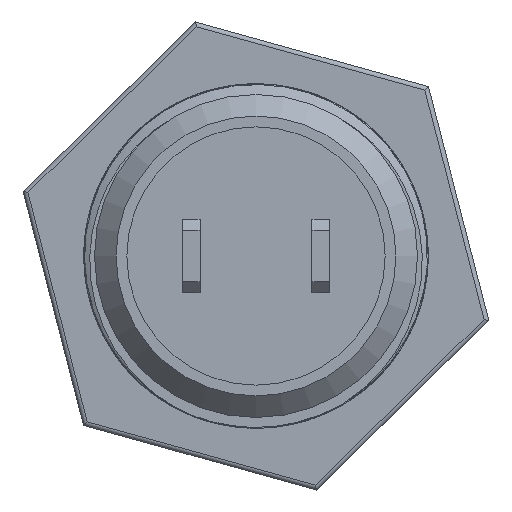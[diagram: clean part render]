
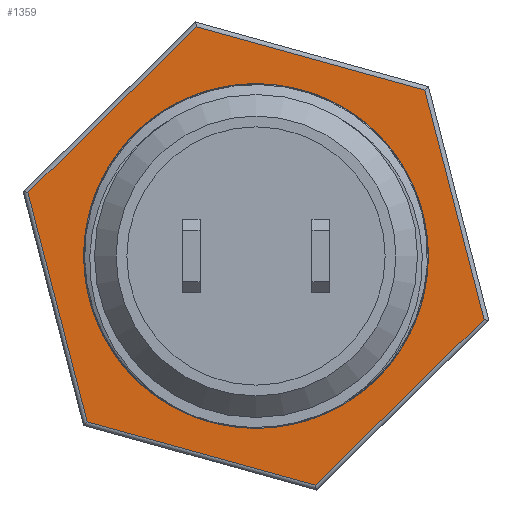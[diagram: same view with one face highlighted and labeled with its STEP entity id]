
A CAD part, front view. The second image highlights one B-rep face of the part: STEP entity #1359.
In plain terms, the highlighted planar face has unit normal (0, -1, 0).
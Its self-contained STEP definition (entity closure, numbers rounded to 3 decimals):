
#157=LINE('',#2007,#238);
#159=LINE('',#2015,#240);
#161=LINE('',#2021,#242);
#163=LINE('',#2027,#244);
#166=LINE('',#2035,#247);
#168=LINE('',#2039,#249);
#238=VECTOR('',#1659,10.);
#240=VECTOR('',#1667,10.);
#242=VECTOR('',#1673,10.);
#244=VECTOR('',#1679,10.);
#247=VECTOR('',#1686,10.);
#249=VECTOR('',#1692,10.);
#344=FACE_BOUND('',#477,.T.);
#362=PLANE('',#1483);
#406=FACE_OUTER_BOUND('',#476,.T.);
#476=EDGE_LOOP('',(#983,#984,#985,#986,#987,#988));
#477=EDGE_LOOP('',(#989));
#563=CIRCLE('',#1484,7.444);
#620=VERTEX_POINT('',#2005);
#621=VERTEX_POINT('',#2006);
#624=VERTEX_POINT('',#2014);
#626=VERTEX_POINT('',#2020);
#628=VERTEX_POINT('',#2026);
#631=VERTEX_POINT('',#2034);
#636=VERTEX_POINT('',#2055);
#745=EDGE_CURVE('',#620,#621,#157,.T.);
#749=EDGE_CURVE('',#621,#624,#159,.T.);
#752=EDGE_CURVE('',#624,#626,#161,.T.);
#755=EDGE_CURVE('',#626,#628,#163,.T.);
#759=EDGE_CURVE('',#628,#631,#166,.T.);
#762=EDGE_CURVE('',#631,#620,#168,.T.);
#770=EDGE_CURVE('',#636,#636,#563,.T.);
#983=ORIENTED_EDGE('',*,*,#745,.F.);
#984=ORIENTED_EDGE('',*,*,#762,.F.);
#985=ORIENTED_EDGE('',*,*,#759,.F.);
#986=ORIENTED_EDGE('',*,*,#755,.F.);
#987=ORIENTED_EDGE('',*,*,#752,.F.);
#988=ORIENTED_EDGE('',*,*,#749,.F.);
#989=ORIENTED_EDGE('',*,*,#770,.F.);
#1359=ADVANCED_FACE('',(#406,#344),#362,.T.);
#1483=AXIS2_PLACEMENT_3D('',#2054,#1706,#1707);
#1484=AXIS2_PLACEMENT_3D('',#2056,#1708,#1709);
#1659=DIRECTION('',(0.25,0.,-0.968));
#1667=DIRECTION('',(-0.713,0.,-0.701));
#1673=DIRECTION('',(-0.964,0.,0.267));
#1679=DIRECTION('',(-0.25,0.,0.968));
#1686=DIRECTION('',(0.713,0.,0.701));
#1692=DIRECTION('',(0.964,0.,-0.267));
#1706=DIRECTION('center_axis',(0.,-1.,0.));
#1707=DIRECTION('ref_axis',(0.,0.,-1.));
#1708=DIRECTION('center_axis',(0.,-1.,0.));
#1709=DIRECTION('ref_axis',(0.,0.,1.));
#2005=CARTESIAN_POINT('',(7.843,9.,7.706));
#2006=CARTESIAN_POINT('',(10.595,9.,-2.94));
#2007=CARTESIAN_POINT('',(9.922,9.,-0.334));
#2014=CARTESIAN_POINT('',(2.752,9.,-10.645));
#2015=CARTESIAN_POINT('',(4.671,9.,-8.759));
#2020=CARTESIAN_POINT('',(-7.843,9.,-7.706));
#2021=CARTESIAN_POINT('',(-5.25,9.,-8.425));
#2026=CARTESIAN_POINT('',(-10.595,9.,2.94));
#2027=CARTESIAN_POINT('',(-9.922,9.,0.334));
#2034=CARTESIAN_POINT('',(-2.752,9.,10.645));
#2035=CARTESIAN_POINT('',(-4.671,9.,8.759));
#2039=CARTESIAN_POINT('',(5.25,9.,8.425));
#2054=CARTESIAN_POINT('Origin',(0.,9.,0.));
#2055=CARTESIAN_POINT('',(0.,9.,-7.444));
#2056=CARTESIAN_POINT('Origin',(0.,9.,0.));
